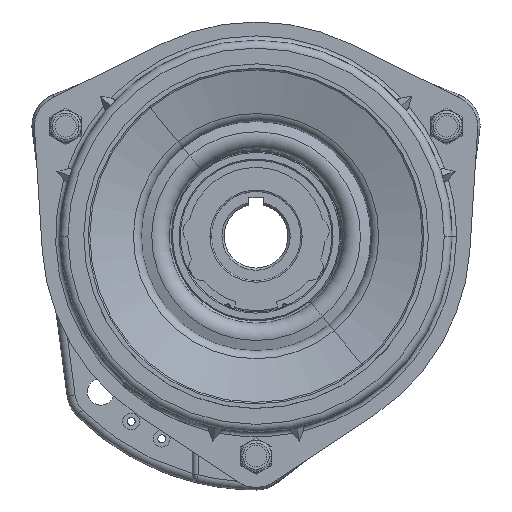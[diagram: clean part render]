
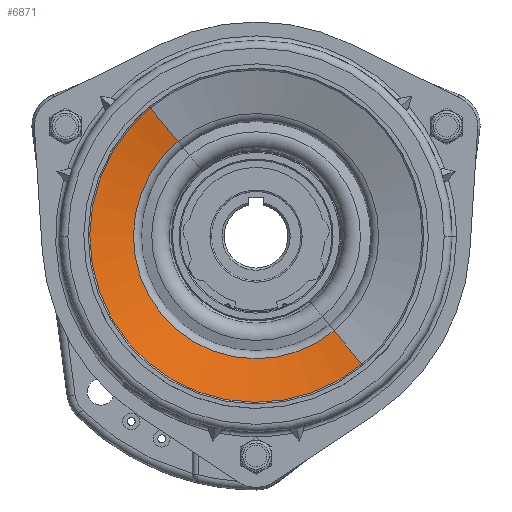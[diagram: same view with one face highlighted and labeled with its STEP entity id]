
A CAD part, top view. The second image highlights one B-rep face of the part: STEP entity #6871.
In plain terms, the highlighted conical face has half-angle 73 degrees and reference radius 54.937 mm.
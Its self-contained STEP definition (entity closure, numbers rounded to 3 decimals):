
#1253 = DIRECTION ( 'NONE',  ( 0.636, -0.771, 0. ) ) ;
#1799 = CARTESIAN_POINT ( 'NONE',  ( 47.397, -57.455, 67.057 ) ) ;
#2016 = DIRECTION ( 'NONE',  ( -0.609, 0.738, 0.292 ) ) ;
#2455 = VECTOR ( 'NONE', #17930, 1000. ) ;
#2938 = DIRECTION ( 'NONE',  ( 0., 0., 1. ) ) ;
#3657 = ORIENTED_EDGE ( 'NONE', *, *, #10569, .F. ) ;
#3743 = DIRECTION ( 'NONE',  ( 0., 0., 1. ) ) ;
#4709 = CARTESIAN_POINT ( 'NONE',  ( 0., 0., 61.082 ) ) ;
#5139 = AXIS2_PLACEMENT_3D ( 'NONE', #4709, #2938, #14885 ) ;
#5155 = CARTESIAN_POINT ( 'NONE',  ( 34.959, -42.378, 61.082 ) ) ;
#5807 = CARTESIAN_POINT ( 'NONE',  ( -47.397, 57.455, 67.057 ) ) ;
#6871 = ADVANCED_FACE ( 'NONE', ( #13992 ), #13389, .F. ) ;
#7521 = CARTESIAN_POINT ( 'NONE',  ( -34.959, 42.378, 61.082 ) ) ;
#8768 = VERTEX_POINT ( 'NONE', #7521 ) ;
#9144 = EDGE_LOOP ( 'NONE', ( #22582, #15057, #14269, #3657 ) ) ;
#10569 = EDGE_CURVE ( 'NONE', #22732, #22661, #20126, .T. ) ;
#10688 = EDGE_CURVE ( 'NONE', #8768, #22732, #18967, .T. ) ;
#10744 = EDGE_CURVE ( 'NONE', #8768, #11837, #20951, .T. ) ;
#11837 = VERTEX_POINT ( 'NONE', #5807 ) ;
#12138 = DIRECTION ( 'NONE',  ( 0., 0., 1. ) ) ;
#13389 = CONICAL_SURFACE ( 'NONE', #5139, 54.937, 1.274 ) ;
#13681 = AXIS2_PLACEMENT_3D ( 'NONE', #23021, #12138, #1253 ) ;
#13992 = FACE_OUTER_BOUND ( 'NONE', #9144, .T. ) ;
#14269 = ORIENTED_EDGE ( 'NONE', *, *, #18704, .T. ) ;
#14627 = CARTESIAN_POINT ( 'NONE',  ( 0., 0., 61.082 ) ) ;
#14714 = CARTESIAN_POINT ( 'NONE',  ( -34.959, 42.378, 61.082 ) ) ;
#14885 = DIRECTION ( 'NONE',  ( 0.636, -0.771, 0. ) ) ;
#15057 = ORIENTED_EDGE ( 'NONE', *, *, #10744, .T. ) ;
#15323 = CIRCLE ( 'NONE', #13681, 74.482 ) ;
#16120 = VECTOR ( 'NONE', #2016, 1000. ) ;
#16490 = DIRECTION ( 'NONE',  ( 0.636, -0.771, 0. ) ) ;
#17930 = DIRECTION ( 'NONE',  ( 0.609, -0.738, 0.292 ) ) ;
#18704 = EDGE_CURVE ( 'NONE', #11837, #22661, #15323, .T. ) ;
#18967 = CIRCLE ( 'NONE', #21120, 54.937 ) ;
#20126 = LINE ( 'NONE', #5155, #2455 ) ;
#20807 = CARTESIAN_POINT ( 'NONE',  ( 34.959, -42.378, 61.082 ) ) ;
#20951 = LINE ( 'NONE', #14714, #16120 ) ;
#21120 = AXIS2_PLACEMENT_3D ( 'NONE', #14627, #3743, #16490 ) ;
#22582 = ORIENTED_EDGE ( 'NONE', *, *, #10688, .F. ) ;
#22661 = VERTEX_POINT ( 'NONE', #1799 ) ;
#22732 = VERTEX_POINT ( 'NONE', #20807 ) ;
#23021 = CARTESIAN_POINT ( 'NONE',  ( 0., 0., 67.057 ) ) ;
